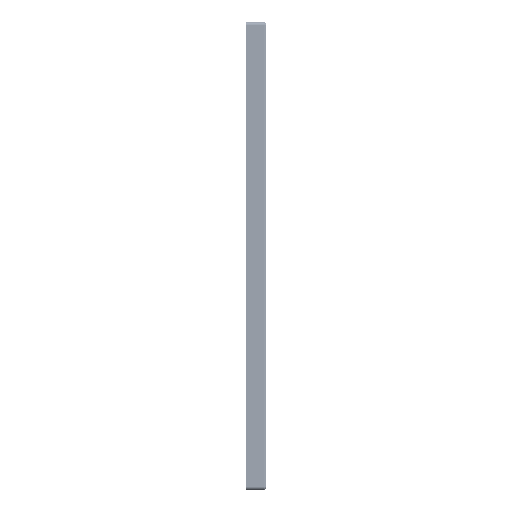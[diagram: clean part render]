
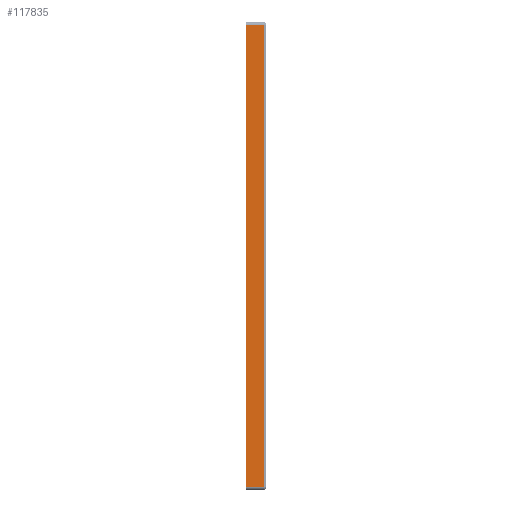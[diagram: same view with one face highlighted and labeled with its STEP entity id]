
A CAD part, left-side view. The second image highlights one B-rep face of the part: STEP entity #117835.
In plain terms, the highlighted planar face has unit normal (-1, 0, 0).
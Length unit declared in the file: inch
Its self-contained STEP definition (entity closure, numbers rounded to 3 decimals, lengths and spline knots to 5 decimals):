
#3935 = VERTEX_POINT ( 'NONE', #15603 ) ;
#7795 = DIRECTION ( 'NONE',  ( -1., 0., 0. ) ) ;
#12269 = LINE ( 'NONE', #33558, #47797 ) ;
#14864 = AXIS2_PLACEMENT_3D ( 'NONE', #189455, #7795, #113826 ) ;
#15603 = CARTESIAN_POINT ( 'NONE',  ( -16.7965, 0.315, 7.1295 ) ) ;
#23828 = EDGE_CURVE ( 'NONE', #41208, #3935, #12269, .T. ) ;
#26012 = VECTOR ( 'NONE', #26718, 39.37008 ) ;
#26718 = DIRECTION ( 'NONE',  ( 0., -1., 0. ) ) ;
#31986 = DIRECTION ( 'NONE',  ( 0., 0., 1. ) ) ;
#33558 = CARTESIAN_POINT ( 'NONE',  ( -16.7965, 0.315, -7.2295 ) ) ;
#41208 = VERTEX_POINT ( 'NONE', #184411 ) ;
#44987 = ORIENTED_EDGE ( 'NONE', *, *, #64913, .T. ) ;
#45928 = VECTOR ( 'NONE', #87629, 39.37008 ) ;
#47032 = CARTESIAN_POINT ( 'NONE',  ( -16.7965, -0.26, -7.1295 ) ) ;
#47797 = VECTOR ( 'NONE', #31986, 39.37008 ) ;
#48105 = EDGE_CURVE ( 'NONE', #150023, #52755, #66895, .T. ) ;
#52755 = VERTEX_POINT ( 'NONE', #99635 ) ;
#56971 = ORIENTED_EDGE ( 'NONE', *, *, #48105, .T. ) ;
#64913 = EDGE_CURVE ( 'NONE', #41208, #150023, #147032, .T. ) ;
#66895 = LINE ( 'NONE', #77034, #107209 ) ;
#77034 = CARTESIAN_POINT ( 'NONE',  ( -16.7965, -0.26, 7.1295 ) ) ;
#83403 = PLANE ( 'NONE',  #14864 ) ;
#87629 = DIRECTION ( 'NONE',  ( 0., 1., 0. ) ) ;
#99635 = CARTESIAN_POINT ( 'NONE',  ( -16.7965, -0.26, 7.1295 ) ) ;
#106836 = ORIENTED_EDGE ( 'NONE', *, *, #177970, .T. ) ;
#107209 = VECTOR ( 'NONE', #167889, 39.37008 ) ;
#113826 = DIRECTION ( 'NONE',  ( 0., 0., 1. ) ) ;
#117835 = ADVANCED_FACE ( 'NONE', ( #123435 ), #83403, .T. ) ;
#123435 = FACE_OUTER_BOUND ( 'NONE', #180571, .T. ) ;
#147032 = LINE ( 'NONE', #176630, #26012 ) ;
#149687 = ORIENTED_EDGE ( 'NONE', *, *, #23828, .F. ) ;
#150023 = VERTEX_POINT ( 'NONE', #47032 ) ;
#162235 = LINE ( 'NONE', #193727, #45928 ) ;
#167889 = DIRECTION ( 'NONE',  ( 0., 0., 1. ) ) ;
#176630 = CARTESIAN_POINT ( 'NONE',  ( -16.7965, -0.31, -7.1295 ) ) ;
#177970 = EDGE_CURVE ( 'NONE', #52755, #3935, #162235, .T. ) ;
#180571 = EDGE_LOOP ( 'NONE', ( #44987, #56971, #106836, #149687 ) ) ;
#184411 = CARTESIAN_POINT ( 'NONE',  ( -16.7965, 0.315, -7.1295 ) ) ;
#189455 = CARTESIAN_POINT ( 'NONE',  ( -16.7965, -0.31, -7.2295 ) ) ;
#193727 = CARTESIAN_POINT ( 'NONE',  ( -16.7965, -0.31, 7.1295 ) ) ;
